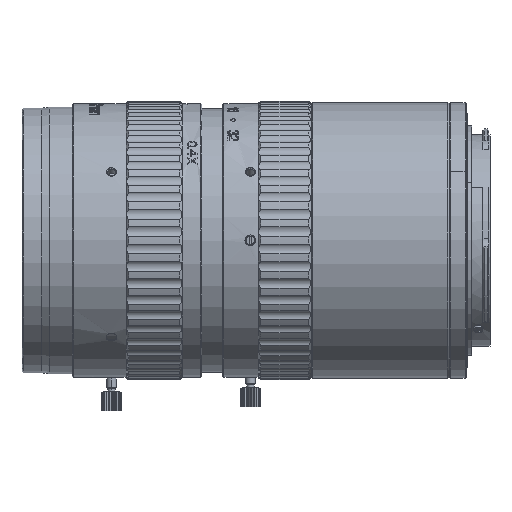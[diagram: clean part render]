
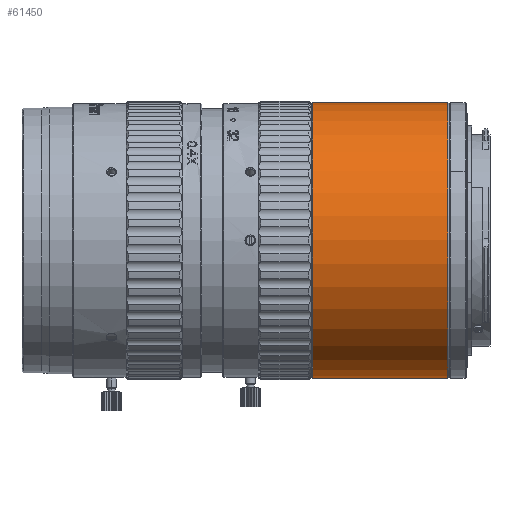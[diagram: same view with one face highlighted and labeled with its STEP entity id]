
A CAD part, top view. The second image highlights one B-rep face of the part: STEP entity #61450.
In plain terms, the highlighted cylindrical face has radius 28.2 mm (diameter 56.4 mm), a partial arc.
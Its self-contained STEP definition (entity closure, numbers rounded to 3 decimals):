
#61405 = VERTEX_POINT('',#61406);
#61406 = CARTESIAN_POINT('',(-30.29,-28.2,0.));
#61413 = VERTEX_POINT('',#61414);
#61414 = CARTESIAN_POINT('',(-30.29,28.2,0.));
#61437 = EDGE_CURVE('',#61413,#61405,#61438,.T.);
#61438 = CIRCLE('',#61439,28.2);
#61439 = AXIS2_PLACEMENT_3D('',#61440,#61441,#61442);
#61440 = CARTESIAN_POINT('',(-30.29,0.,0.));
#61441 = DIRECTION('',(-1.,0.,0.));
#61442 = DIRECTION('',(0.,1.,0.));
#61450 = ADVANCED_FACE('',(#61451),#61477,.T.);
#61451 = FACE_BOUND('',#61452,.T.);
#61452 = EDGE_LOOP('',(#61453,#61461,#61462,#61470));
#61453 = ORIENTED_EDGE('',*,*,#61454,.T.);
#61454 = EDGE_CURVE('',#61455,#61405,#61457,.T.);
#61455 = VERTEX_POINT('',#61456);
#61456 = CARTESIAN_POINT('',(-2.6,-28.2,0.));
#61457 = LINE('',#61458,#61459);
#61458 = CARTESIAN_POINT('',(-2.6,-28.2,
    0.));
#61459 = VECTOR('',#61460,1.);
#61460 = DIRECTION('',(-1.,0.,0.));
#61461 = ORIENTED_EDGE('',*,*,#61437,.F.);
#61462 = ORIENTED_EDGE('',*,*,#61463,.F.);
#61463 = EDGE_CURVE('',#61464,#61413,#61466,.T.);
#61464 = VERTEX_POINT('',#61465);
#61465 = CARTESIAN_POINT('',(-2.6,28.2,0.));
#61466 = LINE('',#61467,#61468);
#61467 = CARTESIAN_POINT('',(-2.6,28.2,
    0.));
#61468 = VECTOR('',#61469,1.);
#61469 = DIRECTION('',(-1.,0.,0.));
#61470 = ORIENTED_EDGE('',*,*,#61471,.T.);
#61471 = EDGE_CURVE('',#61464,#61455,#61472,.T.);
#61472 = CIRCLE('',#61473,28.2);
#61473 = AXIS2_PLACEMENT_3D('',#61474,#61475,#61476);
#61474 = CARTESIAN_POINT('',(-2.6,0.,0.));
#61475 = DIRECTION('',(-1.,0.,0.));
#61476 = DIRECTION('',(0.,1.,0.));
#61477 = CYLINDRICAL_SURFACE('',#61478,28.2);
#61478 = AXIS2_PLACEMENT_3D('',#61479,#61480,#61481);
#61479 = CARTESIAN_POINT('',(-32.12,0.,0.));
#61480 = DIRECTION('',(1.,0.,0.));
#61481 = DIRECTION('',(0.,-1.,0.));
